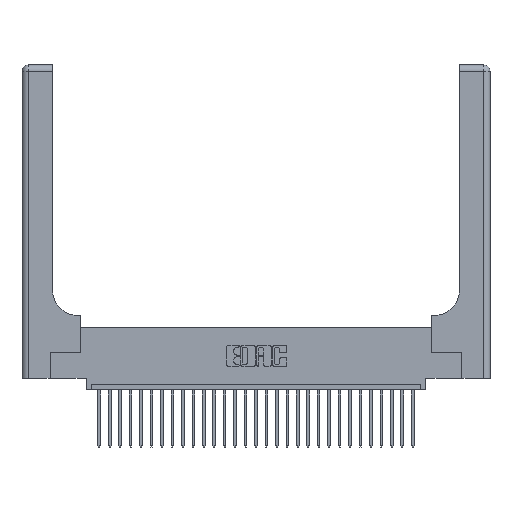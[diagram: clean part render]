
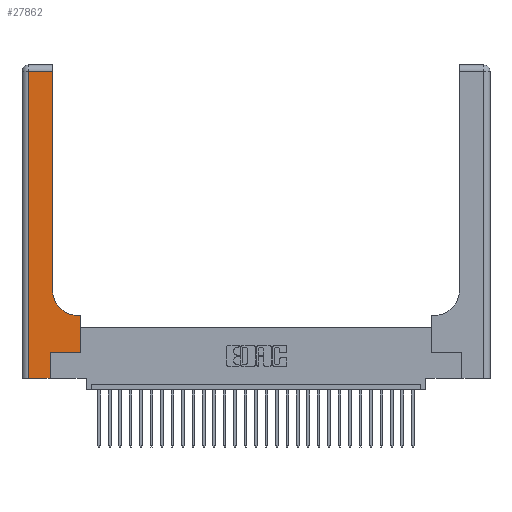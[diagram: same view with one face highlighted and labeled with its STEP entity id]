
A CAD part, top view. The second image highlights one B-rep face of the part: STEP entity #27862.
In plain terms, the highlighted planar face has unit normal (0, 0, 1).
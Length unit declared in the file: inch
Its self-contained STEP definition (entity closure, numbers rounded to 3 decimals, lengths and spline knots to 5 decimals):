
#40 = ORIENTED_EDGE ( 'NONE', *, *, #21163, .T. ) ;
#126 = EDGE_LOOP ( 'NONE', ( #28167, #834, #18395, #12816, #40, #8517, #24132, #13358, #9531 ) ) ;
#249 = AXIS2_PLACEMENT_3D ( 'NONE', #9727, #28399, #14432 ) ;
#355 = CARTESIAN_POINT ( 'NONE',  ( 0.269, 0., 0.37 ) ) ;
#718 = DIRECTION ( 'NONE',  ( 1., 0., 0. ) ) ;
#834 = ORIENTED_EDGE ( 'NONE', *, *, #7872, .T. ) ;
#948 = VECTOR ( 'NONE', #26053, 39.37008 ) ;
#1283 = LINE ( 'NONE', #355, #25310 ) ;
#1769 = CARTESIAN_POINT ( 'NONE',  ( 0.5585, 0.25, 0.37 ) ) ;
#1771 = VERTEX_POINT ( 'NONE', #11456 ) ;
#3412 = EDGE_CURVE ( 'NONE', #24060, #5526, #25905, .T. ) ;
#3474 = LINE ( 'NONE', #5715, #27495 ) ;
#4442 = AXIS2_PLACEMENT_3D ( 'NONE', #23186, #4836, #16068 ) ;
#4592 = EDGE_CURVE ( 'NONE', #9821, #19776, #22938, .T. ) ;
#4836 = DIRECTION ( 'NONE',  ( 0., 0., -1. ) ) ;
#5424 = DIRECTION ( 'NONE',  ( 0., -1., 0. ) ) ;
#5526 = VERTEX_POINT ( 'NONE', #9255 ) ;
#5666 = CARTESIAN_POINT ( 'NONE',  ( 0.06, 0., 0.37 ) ) ;
#5715 = CARTESIAN_POINT ( 'NONE',  ( 0.06, 3., 0.37 ) ) ;
#6560 = EDGE_CURVE ( 'NONE', #19776, #9701, #12958, .T. ) ;
#6902 = CARTESIAN_POINT ( 'NONE',  ( 0.5585, 0.25, 0.37 ) ) ;
#7482 = CARTESIAN_POINT ( 'NONE',  ( 0.2915, 3., 0.37 ) ) ;
#7537 = EDGE_CURVE ( 'NONE', #16841, #24718, #3474, .T. ) ;
#7872 = EDGE_CURVE ( 'NONE', #1771, #16841, #18407, .T. ) ;
#8517 = ORIENTED_EDGE ( 'NONE', *, *, #4592, .T. ) ;
#8810 = EDGE_CURVE ( 'NONE', #24718, #18324, #20415, .T. ) ;
#9255 = CARTESIAN_POINT ( 'NONE',  ( 0.2915, 0.85, 0.37 ) ) ;
#9531 = ORIENTED_EDGE ( 'NONE', *, *, #3412, .T. ) ;
#9701 = VERTEX_POINT ( 'NONE', #10900 ) ;
#9727 = CARTESIAN_POINT ( 'NONE',  ( 0.5415, 0.85, 0.37 ) ) ;
#9762 = VECTOR ( 'NONE', #718, 39.37008 ) ;
#9821 = VERTEX_POINT ( 'NONE', #25246 ) ;
#10725 = DIRECTION ( 'NONE',  ( -1., 0., 0. ) ) ;
#10900 = CARTESIAN_POINT ( 'NONE',  ( 0.5585, 0.6, 0.37 ) ) ;
#11456 = CARTESIAN_POINT ( 'NONE',  ( 0.2915, 2.94, 0.37 ) ) ;
#12165 = VECTOR ( 'NONE', #16962, 39.37008 ) ;
#12816 = ORIENTED_EDGE ( 'NONE', *, *, #8810, .T. ) ;
#12958 = LINE ( 'NONE', #6902, #948 ) ;
#13358 = ORIENTED_EDGE ( 'NONE', *, *, #16143, .T. ) ;
#14432 = DIRECTION ( 'NONE',  ( 1., 0., 0. ) ) ;
#14676 = CARTESIAN_POINT ( 'NONE',  ( 0., 2.94, 0.37 ) ) ;
#16068 = DIRECTION ( 'NONE',  ( -1., 0., 0. ) ) ;
#16143 = EDGE_CURVE ( 'NONE', #9701, #24060, #23795, .T. ) ;
#16584 = DIRECTION ( 'NONE',  ( 0., 1., 0. ) ) ;
#16629 = CARTESIAN_POINT ( 'NONE',  ( 0.5415, 0.6, 0.37 ) ) ;
#16841 = VERTEX_POINT ( 'NONE', #17971 ) ;
#16962 = DIRECTION ( 'NONE',  ( -1., 0., 0. ) ) ;
#17181 = CARTESIAN_POINT ( 'NONE',  ( 0.269, 0.25, 0.37 ) ) ;
#17512 = FACE_OUTER_BOUND ( 'NONE', #126, .T. ) ;
#17971 = CARTESIAN_POINT ( 'NONE',  ( 0.06, 2.94, 0.37 ) ) ;
#18324 = VERTEX_POINT ( 'NONE', #26408 ) ;
#18395 = ORIENTED_EDGE ( 'NONE', *, *, #7537, .T. ) ;
#18407 = LINE ( 'NONE', #14676, #12165 ) ;
#18729 = DIRECTION ( 'NONE',  ( 1., 0., 0. ) ) ;
#19015 = DIRECTION ( 'NONE',  ( 0., 1., 0. ) ) ;
#19776 = VERTEX_POINT ( 'NONE', #1769 ) ;
#20044 = CARTESIAN_POINT ( 'NONE',  ( 0.2915, 0.6, 0.37 ) ) ;
#20415 = LINE ( 'NONE', #20855, #22229 ) ;
#20855 = CARTESIAN_POINT ( 'NONE',  ( 0., 0., 0.37 ) ) ;
#20871 = VECTOR ( 'NONE', #10725, 39.37008 ) ;
#21163 = EDGE_CURVE ( 'NONE', #18324, #9821, #1283, .T. ) ;
#22229 = VECTOR ( 'NONE', #18729, 39.37008 ) ;
#22938 = LINE ( 'NONE', #17181, #9762 ) ;
#23186 = CARTESIAN_POINT ( 'NONE',  ( 0., 3., 0.37 ) ) ;
#23795 = LINE ( 'NONE', #20044, #20871 ) ;
#24060 = VERTEX_POINT ( 'NONE', #16629 ) ;
#24132 = ORIENTED_EDGE ( 'NONE', *, *, #6560, .T. ) ;
#24718 = VERTEX_POINT ( 'NONE', #5666 ) ;
#25246 = CARTESIAN_POINT ( 'NONE',  ( 0.269, 0.25, 0.37 ) ) ;
#25310 = VECTOR ( 'NONE', #19015, 39.37008 ) ;
#25905 = CIRCLE ( 'NONE', #249, 0.25 ) ;
#25941 = LINE ( 'NONE', #7482, #29928 ) ;
#26053 = DIRECTION ( 'NONE',  ( 0., 1., 0. ) ) ;
#26408 = CARTESIAN_POINT ( 'NONE',  ( 0.269, 0., 0.37 ) ) ;
#26853 = EDGE_CURVE ( 'NONE', #5526, #1771, #25941, .T. ) ;
#27495 = VECTOR ( 'NONE', #5424, 39.37008 ) ;
#27862 = ADVANCED_FACE ( 'NONE', ( #17512 ), #29975, .F. ) ;
#28167 = ORIENTED_EDGE ( 'NONE', *, *, #26853, .T. ) ;
#28399 = DIRECTION ( 'NONE',  ( 0., 0., -1. ) ) ;
#29928 = VECTOR ( 'NONE', #16584, 39.37008 ) ;
#29975 = PLANE ( 'NONE',  #4442 ) ;
